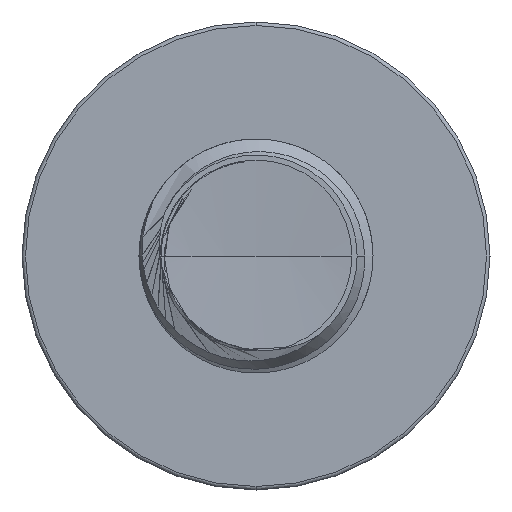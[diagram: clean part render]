
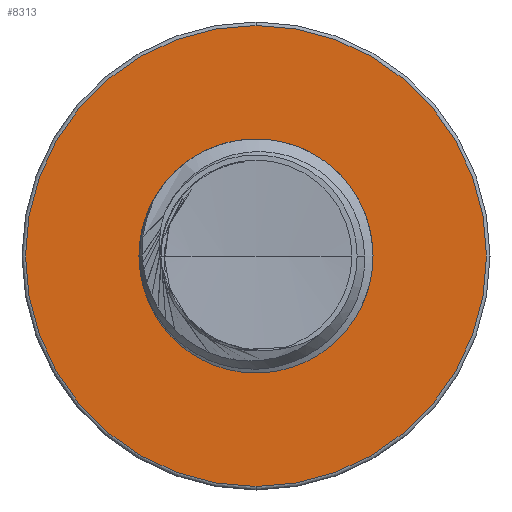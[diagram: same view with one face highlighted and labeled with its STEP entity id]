
A CAD part, front view. The second image highlights one B-rep face of the part: STEP entity #8313.
In plain terms, the highlighted planar face has unit normal (0, -1, 0).
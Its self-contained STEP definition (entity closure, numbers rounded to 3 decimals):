
#306 = EDGE_CURVE ( 'NONE', #21987, #33087, #32722, .T. ) ;
#745 = EDGE_CURVE ( 'NONE', #33087, #21987, #23743, .T. ) ;
#788 = EDGE_CURVE ( 'NONE', #1179, #17082, #16485, .T. ) ;
#1179 = VERTEX_POINT ( 'NONE', #7362 ) ;
#2837 = DIRECTION ( 'NONE',  ( 0., 0., -1. ) ) ;
#2859 = CARTESIAN_POINT ( 'NONE',  ( 0., 20., 3.94 ) ) ;
#2881 = DIRECTION ( 'NONE',  ( 0., -1., 0. ) ) ;
#4005 = EDGE_LOOP ( 'NONE', ( #34844, #10993 ) ) ;
#4961 = CARTESIAN_POINT ( 'NONE',  ( 0., 20., 0. ) ) ;
#7362 = CARTESIAN_POINT ( 'NONE',  ( 0., 20., -1.971 ) ) ;
#8313 = ADVANCED_FACE ( 'NONE', ( #13341, #27928 ), #10580, .T. ) ;
#10338 = CARTESIAN_POINT ( 'NONE',  ( 0., 20., 1.971 ) ) ;
#10482 = CARTESIAN_POINT ( 'NONE',  ( 0., 20., -3.94 ) ) ;
#10580 = PLANE ( 'NONE',  #20661 ) ;
#10993 = ORIENTED_EDGE ( 'NONE', *, *, #20377, .F. ) ;
#11109 = CARTESIAN_POINT ( 'NONE',  ( 0., 20., 0. ) ) ;
#11652 = ORIENTED_EDGE ( 'NONE', *, *, #306, .T. ) ;
#11925 = ORIENTED_EDGE ( 'NONE', *, *, #745, .T. ) ;
#13341 = FACE_OUTER_BOUND ( 'NONE', #29996, .T. ) ;
#13402 = DIRECTION ( 'NONE',  ( 0., 0., -1. ) ) ;
#13542 = DIRECTION ( 'NONE',  ( 0., -1., 0. ) ) ;
#16485 = CIRCLE ( 'NONE', #29307, 1.971 ) ;
#17082 = VERTEX_POINT ( 'NONE', #23598 ) ;
#17389 = CIRCLE ( 'NONE', #21775, 1.971 ) ;
#20377 = EDGE_CURVE ( 'NONE', #17082, #1179, #17389, .T. ) ;
#20661 = AXIS2_PLACEMENT_3D ( 'NONE', #10338, #29826, #13402 ) ;
#21274 = DIRECTION ( 'NONE',  ( 0., -1., 0. ) ) ;
#21775 = AXIS2_PLACEMENT_3D ( 'NONE', #29965, #13542, #32688 ) ;
#21987 = VERTEX_POINT ( 'NONE', #2859 ) ;
#21990 = AXIS2_PLACEMENT_3D ( 'NONE', #4961, #2881, #2837 ) ;
#23598 = CARTESIAN_POINT ( 'NONE',  ( 0., 20., 1.971 ) ) ;
#23743 = CIRCLE ( 'NONE', #23816, 3.94 ) ;
#23816 = AXIS2_PLACEMENT_3D ( 'NONE', #29607, #21274, #32972 ) ;
#27928 = FACE_BOUND ( 'NONE', #4005, .T. ) ;
#29307 = AXIS2_PLACEMENT_3D ( 'NONE', #11109, #32701, #32825 ) ;
#29607 = CARTESIAN_POINT ( 'NONE',  ( 0., 20., 0. ) ) ;
#29826 = DIRECTION ( 'NONE',  ( 0., -1., 0. ) ) ;
#29965 = CARTESIAN_POINT ( 'NONE',  ( 0., 20., 0. ) ) ;
#29996 = EDGE_LOOP ( 'NONE', ( #11925, #11652 ) ) ;
#32688 = DIRECTION ( 'NONE',  ( 0., 0., -1. ) ) ;
#32701 = DIRECTION ( 'NONE',  ( 0., -1., 0. ) ) ;
#32722 = CIRCLE ( 'NONE', #21990, 3.94 ) ;
#32825 = DIRECTION ( 'NONE',  ( 0., 0., -1. ) ) ;
#32972 = DIRECTION ( 'NONE',  ( 0., 0., -1. ) ) ;
#33087 = VERTEX_POINT ( 'NONE', #10482 ) ;
#34844 = ORIENTED_EDGE ( 'NONE', *, *, #788, .F. ) ;
